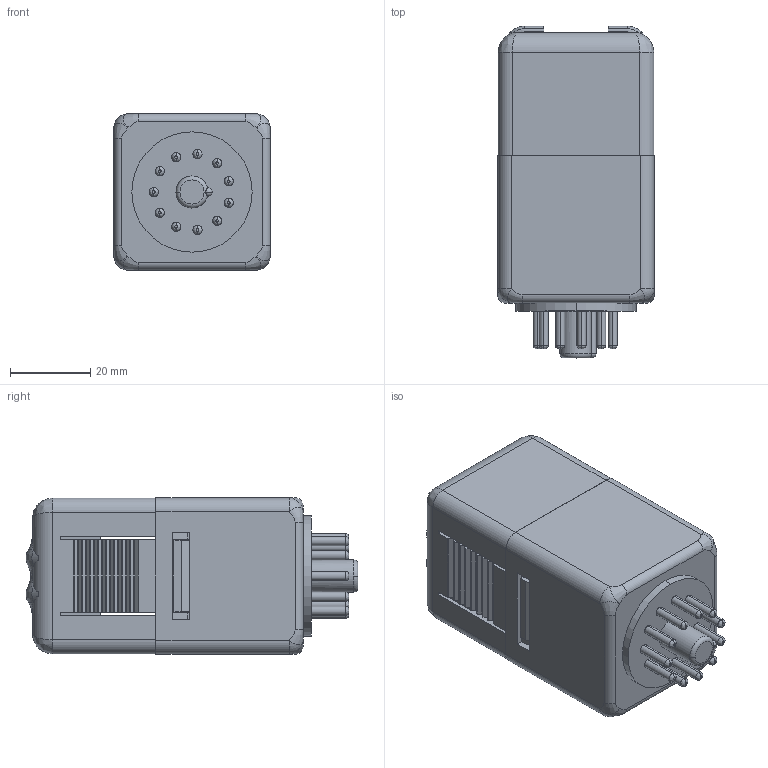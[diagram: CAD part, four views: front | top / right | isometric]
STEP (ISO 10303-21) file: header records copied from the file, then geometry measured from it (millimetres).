
FILE_DESCRIPTION((''),'2;1');
FILE_NAME('34058001316','2020-02-19T',('presta_be4'),(''),'CREO PARAMETRIC BY PTC INC, 2018360','CREO PARAMETRIC BY PTC INC, 2018360','');
FILE_SCHEMA(('CONFIG_CONTROL_DESIGN'));
Products named in the file (1): 34058001316
Bounding box: 39 x 82.83 x 39 mm (x, y, z)
Volume: 37309.1 mm3; surface area: 36520.6 mm2
Topology: 23 solids, 23 shells, 1413 faces, 3585 edges, 2250 vertices
Faces by surface type: plane 469, cylinder 452, cone 311, torus 99, bspline 50, sphere 32
Entity records: 56801 total; most frequent: CARTESIAN_POINT 23242, ORIENTED_EDGE 7078, DIRECTION 6999, EDGE_CURVE 3539, AXIS2_PLACEMENT_3D 2841, VERTEX_POINT 2250, EDGE_LOOP 1557, CIRCLE 1478
